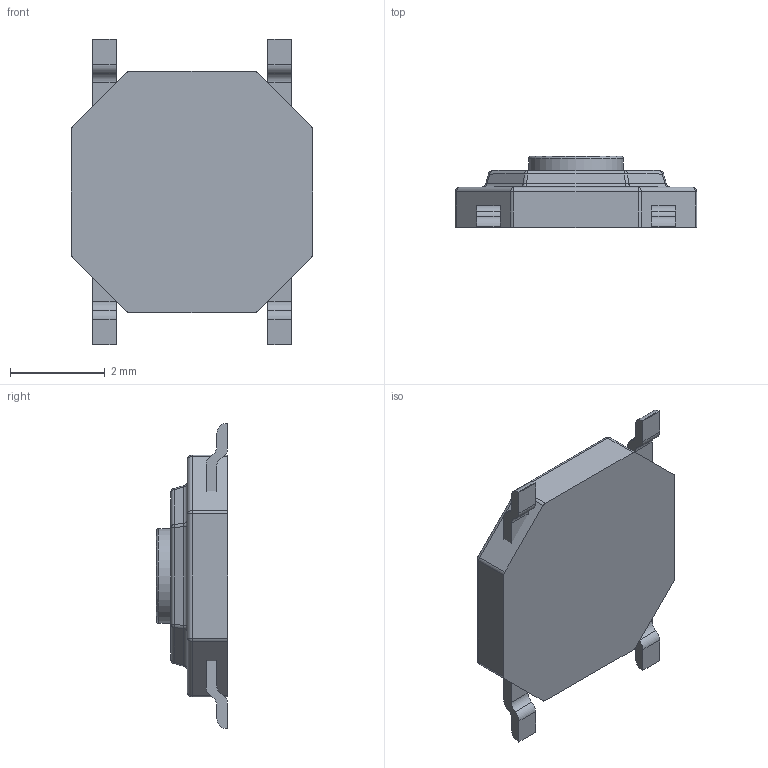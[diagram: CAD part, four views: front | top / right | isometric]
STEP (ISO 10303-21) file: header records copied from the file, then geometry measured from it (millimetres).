
FILE_DESCRIPTION(/* description */ (''),/* implementation_level */ '2;1');
FILE_NAME(/* name */ 'Switch - Tactile (5mm)_SMD.stp',/* time_stamp */ '2020-09-12T14:04:31+02:00',/* author */ ('gabri'),/* organization */ (''),/* preprocessor_version */ 'ST-DEVELOPER v18.1',/* originating_system */ 'Autodesk Inventor 2021',/* authorisation */ '');
FILE_SCHEMA (('AUTOMOTIVE_DESIGN { 1 0 10303 214 3 1 1 }'));
Length unit declared in the file: millimetre
Products named in the file (1): Switch - Tactile (5mm)
Bounding box: 5.1 x 1.5 x 6.45 mm (x, y, z)
Volume: 25.7 mm3; surface area: 81.2 mm2
Topology: 6 solids, 6 shells, 139 faces, 317 edges, 191 vertices
Faces by surface type: cylinder 61, plane 53, sphere 16, bspline 8, torus 1
Full cylindrical faces by diameter (mm): 2 x1
Entity records: 4075 total; most frequent: CARTESIAN_POINT 800, DIRECTION 717, ORIENTED_EDGE 634, EDGE_CURVE 317, AXIS2_PLACEMENT_3D 268, VERTEX_POINT 191, LINE 181, VECTOR 181
